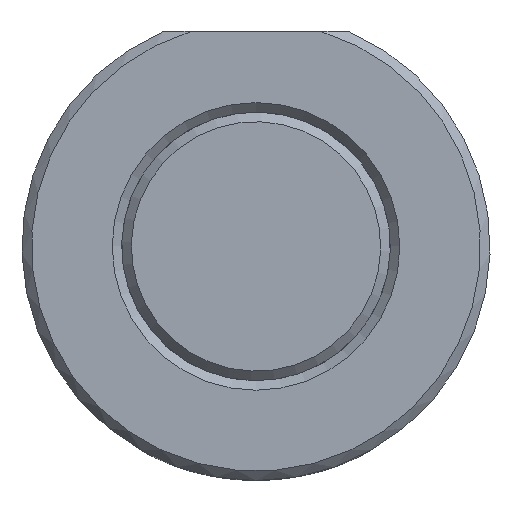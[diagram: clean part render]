
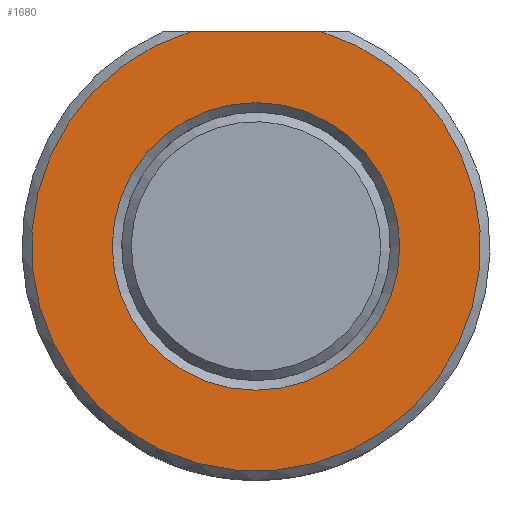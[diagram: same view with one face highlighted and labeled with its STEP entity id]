
A CAD part, left-side view. The second image highlights one B-rep face of the part: STEP entity #1680.
In plain terms, the highlighted planar face has unit normal (-1, 0, 0).
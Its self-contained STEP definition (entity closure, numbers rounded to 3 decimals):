
#130=LINE('',#3529,#178);
#178=VECTOR('',#2927,1000.);
#264=PLANE('',#2601);
#400=ORIENTED_EDGE('',*,*,#869,.T.);
#401=ORIENTED_EDGE('',*,*,#870,.T.);
#402=ORIENTED_EDGE('',*,*,#849,.T.);
#849=EDGE_CURVE('',#1093,#1093,#1254,.F.);
#869=EDGE_CURVE('',#1108,#1109,#130,.T.);
#870=EDGE_CURVE('',#1109,#1108,#1264,.T.);
#1093=VERTEX_POINT('',#3442);
#1108=VERTEX_POINT('',#3530);
#1109=VERTEX_POINT('',#3531);
#1254=CIRCLE('',#2581,1.505);
#1264=CIRCLE('',#2602,2.35);
#1377=EDGE_LOOP('',(#400,#401));
#1378=EDGE_LOOP('',(#402));
#1521=FACE_BOUND('',#1377,.T.);
#1522=FACE_BOUND('',#1378,.T.);
#1680=ADVANCED_FACE('',(#1521,#1522),#264,.T.);
#2581=AXIS2_PLACEMENT_3D('',#3441,#2883,#2884);
#2601=AXIS2_PLACEMENT_3D('',#3528,#2925,#2926);
#2602=AXIS2_PLACEMENT_3D('',#3532,#2928,#2929);
#2883=DIRECTION('',(-1.,0.,0.));
#2884=DIRECTION('',(0.,0.,1.));
#2925=DIRECTION('',(-1.,0.,0.));
#2926=DIRECTION('',(0.,0.,1.));
#2927=DIRECTION('',(0.,1.,0.));
#2928=DIRECTION('',(-1.,0.,0.));
#2929=DIRECTION('',(0.,0.,1.));
#3441=CARTESIAN_POINT('',(0.,0.,0.));
#3442=CARTESIAN_POINT('',(0.,0.,1.505));
#3528=CARTESIAN_POINT('',(0.,0.,0.));
#3529=CARTESIAN_POINT('',(0.,-9.57,2.25));
#3530=CARTESIAN_POINT('',(0.,-0.678,2.25));
#3531=CARTESIAN_POINT('',(0.,0.678,2.25));
#3532=CARTESIAN_POINT('',(0.,0.,0.));
